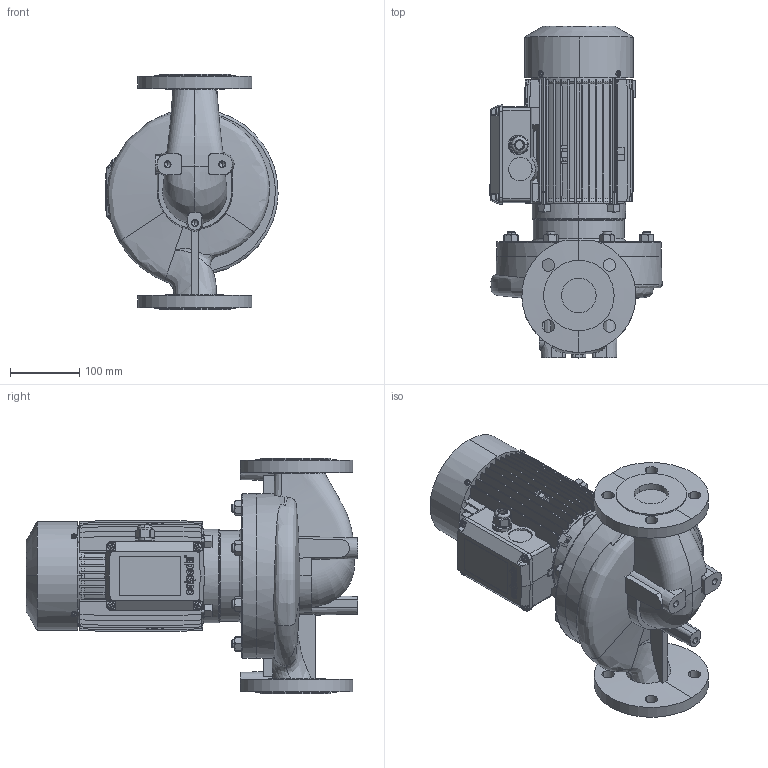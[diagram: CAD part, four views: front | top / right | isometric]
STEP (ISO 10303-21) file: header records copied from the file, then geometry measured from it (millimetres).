
FILE_DESCRIPTION (( 'STEP AP203' ), '1' );
FILE_NAME ('4.93.504.05swp01.step', '2023-06-09T08:12:26', ( '' ), ( '' ), 'SwSTEP 2.0', 'SolidWorks 2020', '' );
FILE_SCHEMA (( 'CONFIG_CONTROL_DESIGN' ));
Products named in the file (1): 4.93.504.05swp01
Bounding box: 249.08 x 480 x 340 mm (x, y, z)
Volume: 11331906.8 mm3; surface area: 808463.4 mm2
Topology: 4 solids, 4 shells, 2497 faces, 7063 edges, 4677 vertices
Faces by surface type: bspline 1103, plane 910, cylinder 257, cone 207, sphere 16, torus 4
Entity records: 103729 total; most frequent: CARTESIAN_POINT 45126, ORIENTED_EDGE 14110, DIRECTION 8845, EDGE_CURVE 7055, VERTEX_POINT 4677, LINE 4525, VECTOR 4525, EDGE_LOOP 2626
